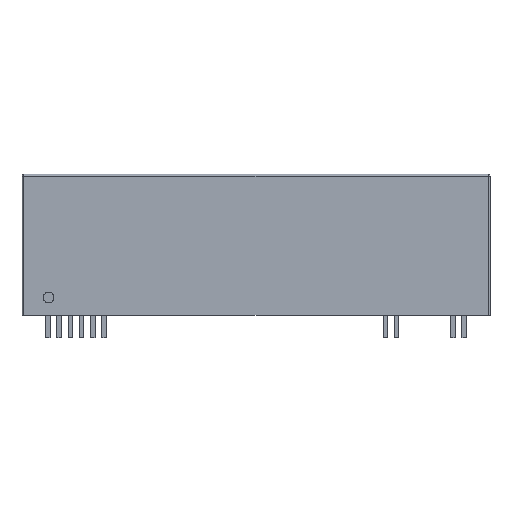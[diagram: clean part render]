
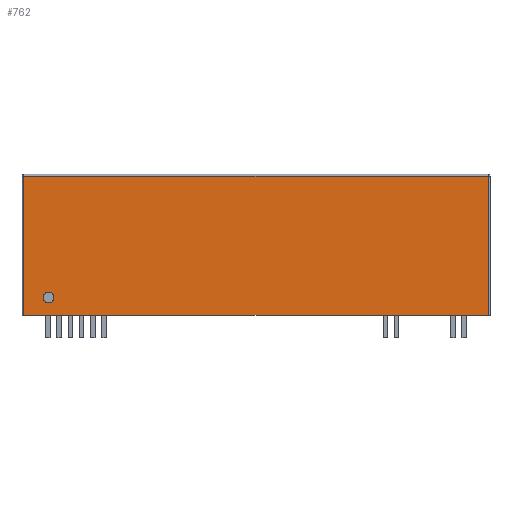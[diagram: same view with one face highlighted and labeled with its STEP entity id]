
A CAD part, front view. The second image highlights one B-rep face of the part: STEP entity #762.
In plain terms, the highlighted planar face has unit normal (0, -1, 0).
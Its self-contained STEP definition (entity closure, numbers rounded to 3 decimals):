
#326=CARTESIAN_POINT('',(-22.8,-3.3,2.0));
#327=VERTEX_POINT('',#326);
#336=CARTESIAN_POINT('',(-24.0,-3.3,2.0));
#337=VERTEX_POINT('',#336);
#338=CARTESIAN_POINT('',(-23.4,-3.3,2.0));
#339=DIRECTION('',(0.0,1.0,0.0));
#340=DIRECTION('',(1.0,0.0,0.0));
#341=AXIS2_PLACEMENT_3D('',#338,#339,#340);
#342=CIRCLE('',#341,0.6);
#343=EDGE_CURVE('',#337,#327,#342,.T.);
#368=CARTESIAN_POINT('',(26.2,-3.3,15.7));
#369=VERTEX_POINT('',#368);
#403=CARTESIAN_POINT('',(-26.2,-3.3,15.7));
#404=VERTEX_POINT('',#403);
#640=CARTESIAN_POINT('',(-26.2,-3.3,0.0));
#641=VERTEX_POINT('',#640);
#649=CARTESIAN_POINT('',(-26.2,-3.3,0.0));
#650=DIRECTION('',(0.0,0.0,1.0));
#651=VECTOR('',#650,15.7);
#652=LINE('',#649,#651);
#653=EDGE_CURVE('',#641,#404,#652,.T.);
#671=CARTESIAN_POINT('',(-26.2,-3.3,15.7));
#672=DIRECTION('',(1.0,0.0,0.0));
#673=VECTOR('',#672,52.4);
#674=LINE('',#671,#673);
#675=EDGE_CURVE('',#404,#369,#674,.T.);
#692=CARTESIAN_POINT('',(26.2,-3.3,0.0));
#693=VERTEX_POINT('',#692);
#710=CARTESIAN_POINT('',(26.2,-3.3,15.7));
#711=DIRECTION('',(0.0,0.0,-1.0));
#712=VECTOR('',#711,15.7);
#713=LINE('',#710,#712);
#714=EDGE_CURVE('',#369,#693,#713,.T.);
#736=CARTESIAN_POINT('',(26.4,-3.3,0.0));
#737=DIRECTION('',(0.0,-1.0,0.0));
#738=DIRECTION('',(0.0,0.0,-1.0));
#739=AXIS2_PLACEMENT_3D('',#736,#737,#738);
#740=PLANE('',#739);
#741=ORIENTED_EDGE('',*,*,#714,.F.);
#742=ORIENTED_EDGE('',*,*,#675,.F.);
#743=ORIENTED_EDGE('',*,*,#653,.F.);
#744=CARTESIAN_POINT('',(26.2,-3.3,0.0));
#745=DIRECTION('',(-1.0,0.0,0.0));
#746=VECTOR('',#745,52.4);
#747=LINE('',#744,#746);
#748=EDGE_CURVE('',#693,#641,#747,.T.);
#749=ORIENTED_EDGE('',*,*,#748,.F.);
#750=EDGE_LOOP('',(#741,#742,#743,#749));
#751=FACE_OUTER_BOUND('',#750,.T.);
#752=CARTESIAN_POINT('',(-23.4,-3.3,2.0));
#753=DIRECTION('',(0.0,1.0,0.0));
#754=DIRECTION('',(1.0,0.0,0.0));
#755=AXIS2_PLACEMENT_3D('',#752,#753,#754);
#756=CIRCLE('',#755,0.6);
#757=EDGE_CURVE('',#327,#337,#756,.T.);
#758=ORIENTED_EDGE('',*,*,#757,.T.);
#759=ORIENTED_EDGE('',*,*,#343,.T.);
#760=EDGE_LOOP('',(#758,#759));
#761=FACE_BOUND('',#760,.T.);
#762=ADVANCED_FACE('',(#751,#761),#740,.T.);
